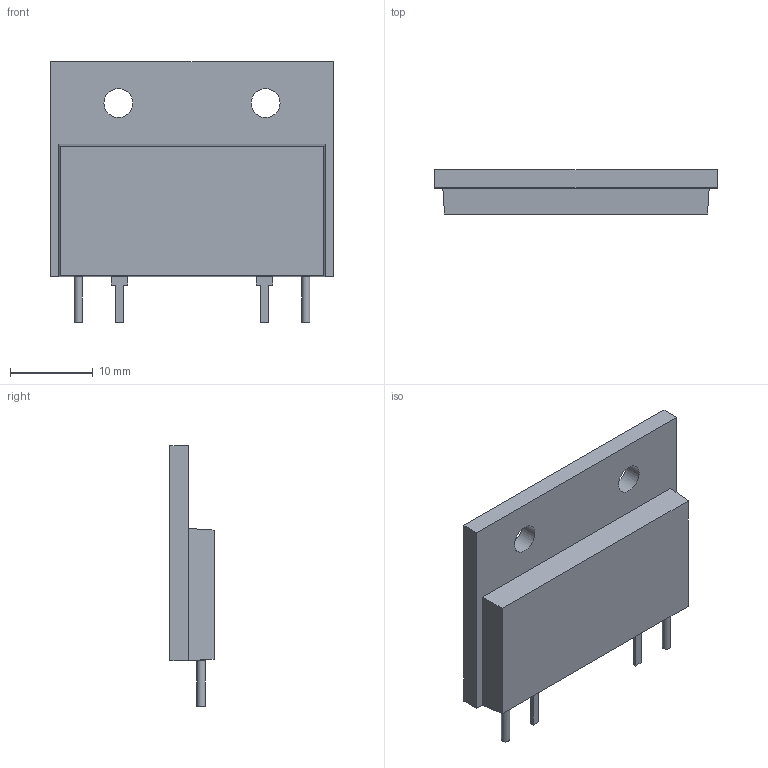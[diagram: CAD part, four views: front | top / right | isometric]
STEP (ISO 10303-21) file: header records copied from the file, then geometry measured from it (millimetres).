
FILE_DESCRIPTION(/* description */ (''),/* implementation_level */ '2;1');
FILE_NAME(/* name */ 'RES_VISHAY_VCS331_v.stp',/* time_stamp */ '2016-08-23T11:01:04+02:00',/* author */ ('bcivel'),/* organization */ (''),/* preprocessor_version */ 'ST-DEVELOPER v16.1',/* originating_system */ 'AutoCAD Mechanical',/* authorisation */ '');
FILE_SCHEMA (('AUTOMOTIVE_DESIGN { 1 0 10303 214 3 1 1 }'));
Length unit declared in the file: millimetre
Products named in the file (1): Product
Bounding box: 34.2 x 5.33 x 31.5 mm (x, y, z)
Volume: 3510.3 mm3; surface area: 3440 mm2
Topology: 6 solids, 6 shells, 40 faces, 84 edges, 56 vertices
Faces by surface type: plane 36, cylinder 4
Full cylindrical faces by diameter (mm): 1 x2, 3.5 x2
Entity records: 1085 total; most frequent: CARTESIAN_POINT 177, DIRECTION 170, ORIENTED_EDGE 160, EDGE_CURVE 80, LINE 72, VECTOR 72, VERTEX_POINT 56, AXIS2_PLACEMENT_3D 49
